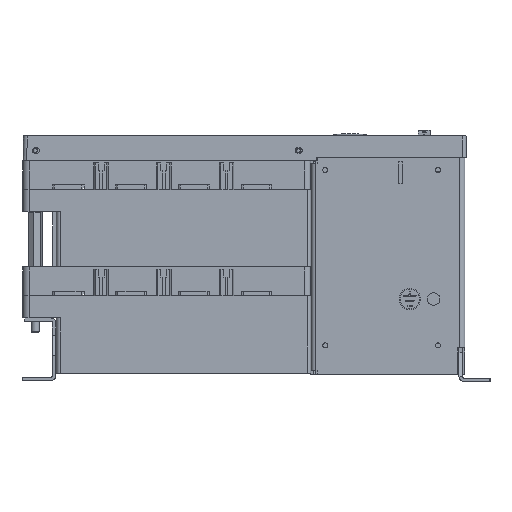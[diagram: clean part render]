
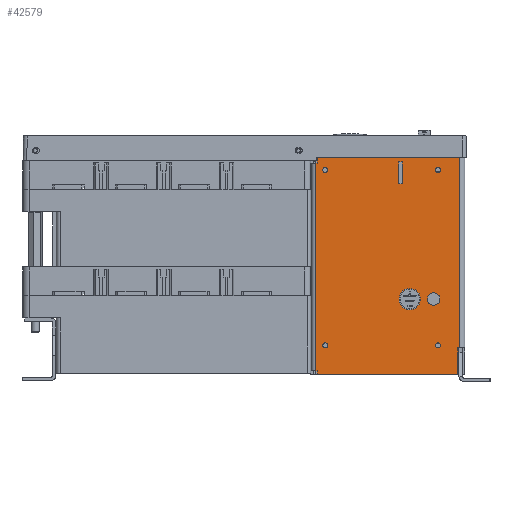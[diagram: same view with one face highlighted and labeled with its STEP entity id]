
A CAD part, front view. The second image highlights one B-rep face of the part: STEP entity #42579.
In plain terms, the highlighted face is planar.
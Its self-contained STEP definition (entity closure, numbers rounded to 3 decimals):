
#1539=CIRCLE('',#45527,8.5);
#1540=CIRCLE('',#45528,2.);
#1541=CIRCLE('',#45529,2.);
#1542=CIRCLE('',#45530,2.);
#1543=CIRCLE('',#45531,2.);
#1544=CIRCLE('',#45532,5.);
#11705=ORIENTED_EDGE('',*,*,#17762,.T.);
#11706=ORIENTED_EDGE('',*,*,#17763,.F.);
#11707=ORIENTED_EDGE('',*,*,#17764,.F.);
#11708=ORIENTED_EDGE('',*,*,#17765,.F.);
#11709=ORIENTED_EDGE('',*,*,#17766,.F.);
#11710=ORIENTED_EDGE('',*,*,#17767,.F.);
#11711=ORIENTED_EDGE('',*,*,#17768,.T.);
#11712=ORIENTED_EDGE('',*,*,#17769,.T.);
#11713=ORIENTED_EDGE('',*,*,#17770,.T.);
#11714=ORIENTED_EDGE('',*,*,#17771,.T.);
#11715=ORIENTED_EDGE('',*,*,#17772,.T.);
#11716=ORIENTED_EDGE('',*,*,#17773,.T.);
#11717=ORIENTED_EDGE('',*,*,#17774,.F.);
#11718=ORIENTED_EDGE('',*,*,#17775,.F.);
#11719=ORIENTED_EDGE('',*,*,#17776,.T.);
#11720=ORIENTED_EDGE('',*,*,#17777,.F.);
#11721=ORIENTED_EDGE('',*,*,#17778,.T.);
#11722=ORIENTED_EDGE('',*,*,#17779,.T.);
#11723=ORIENTED_EDGE('',*,*,#17780,.T.);
#11724=ORIENTED_EDGE('',*,*,#17781,.T.);
#17762=EDGE_CURVE('',#21675,#21675,#1539,.T.);
#17763=EDGE_CURVE('',#21676,#21676,#1540,.T.);
#17764=EDGE_CURVE('',#21677,#21677,#1541,.T.);
#17765=EDGE_CURVE('',#21678,#21678,#1542,.T.);
#17766=EDGE_CURVE('',#21679,#21679,#1543,.T.);
#17767=EDGE_CURVE('',#21680,#21680,#1544,.T.);
#17768=EDGE_CURVE('',#21681,#21682,#26197,.T.);
#17769=EDGE_CURVE('',#21682,#21683,#26198,.T.);
#17770=EDGE_CURVE('',#21683,#21684,#26199,.T.);
#17771=EDGE_CURVE('',#21684,#21681,#26200,.T.);
#17772=EDGE_CURVE('',#21685,#21686,#26201,.T.);
#17773=EDGE_CURVE('',#21686,#21687,#26202,.T.);
#17774=EDGE_CURVE('',#21688,#21687,#26203,.T.);
#17775=EDGE_CURVE('',#21689,#21688,#26204,.T.);
#17776=EDGE_CURVE('',#21689,#21690,#26205,.T.);
#17777=EDGE_CURVE('',#21691,#21690,#26206,.T.);
#17778=EDGE_CURVE('',#21691,#21692,#26207,.T.);
#17779=EDGE_CURVE('',#21692,#21693,#26208,.T.);
#17780=EDGE_CURVE('',#21693,#21694,#26209,.T.);
#17781=EDGE_CURVE('',#21694,#21685,#26210,.T.);
#21675=VERTEX_POINT('',#67659);
#21676=VERTEX_POINT('',#67661);
#21677=VERTEX_POINT('',#67663);
#21678=VERTEX_POINT('',#67665);
#21679=VERTEX_POINT('',#67667);
#21680=VERTEX_POINT('',#67669);
#21681=VERTEX_POINT('',#67671);
#21682=VERTEX_POINT('',#67672);
#21683=VERTEX_POINT('',#67674);
#21684=VERTEX_POINT('',#67676);
#21685=VERTEX_POINT('',#67679);
#21686=VERTEX_POINT('',#67680);
#21687=VERTEX_POINT('',#67682);
#21688=VERTEX_POINT('',#67684);
#21689=VERTEX_POINT('',#67686);
#21690=VERTEX_POINT('',#67688);
#21691=VERTEX_POINT('',#67690);
#21692=VERTEX_POINT('',#67692);
#21693=VERTEX_POINT('',#67694);
#21694=VERTEX_POINT('',#67696);
#26197=LINE('',#67670,#30707);
#26198=LINE('',#67673,#30708);
#26199=LINE('',#67675,#30709);
#26200=LINE('',#67677,#30710);
#26201=LINE('',#67678,#30711);
#26202=LINE('',#67681,#30712);
#26203=LINE('',#67683,#30713);
#26204=LINE('',#67685,#30714);
#26205=LINE('',#67687,#30715);
#26206=LINE('',#67689,#30716);
#26207=LINE('',#67691,#30717);
#26208=LINE('',#67693,#30718);
#26209=LINE('',#67695,#30719);
#26210=LINE('',#67697,#30720);
#30707=VECTOR('',#55407,1000.);
#30708=VECTOR('',#55408,1000.);
#30709=VECTOR('',#55409,1000.);
#30710=VECTOR('',#55410,1000.);
#30711=VECTOR('',#55411,1000.);
#30712=VECTOR('',#55412,1000.);
#30713=VECTOR('',#55413,1000.);
#30714=VECTOR('',#55414,1000.);
#30715=VECTOR('',#55415,1000.);
#30716=VECTOR('',#55416,1000.);
#30717=VECTOR('',#55417,1000.);
#30718=VECTOR('',#55418,1000.);
#30719=VECTOR('',#55419,1000.);
#30720=VECTOR('',#55420,1000.);
#33402=EDGE_LOOP('',(#11705));
#33403=EDGE_LOOP('',(#11706));
#33404=EDGE_LOOP('',(#11707));
#33405=EDGE_LOOP('',(#11708));
#33406=EDGE_LOOP('',(#11709));
#33407=EDGE_LOOP('',(#11710));
#33408=EDGE_LOOP('',(#11711,#11712,#11713,#11714));
#33409=EDGE_LOOP('',(#11715,#11716,#11717,#11718,#11719,#11720,#11721,#11722,
#11723,#11724));
#36068=FACE_BOUND('',#33402,.T.);
#36069=FACE_BOUND('',#33403,.T.);
#36070=FACE_BOUND('',#33404,.T.);
#36071=FACE_BOUND('',#33405,.T.);
#36072=FACE_BOUND('',#33406,.T.);
#36073=FACE_BOUND('',#33407,.T.);
#36074=FACE_BOUND('',#33408,.T.);
#36075=FACE_BOUND('',#33409,.T.);
#37810=PLANE('',#45526);
#42579=ADVANCED_FACE('',(#36068,#36069,#36070,#36071,#36072,#36073,#36074,
#36075),#37810,.F.);
#45526=AXIS2_PLACEMENT_3D('',#67657,#55393,#55394);
#45527=AXIS2_PLACEMENT_3D('',#67658,#55395,#55396);
#45528=AXIS2_PLACEMENT_3D('',#67660,#55397,#55398);
#45529=AXIS2_PLACEMENT_3D('',#67662,#55399,#55400);
#45530=AXIS2_PLACEMENT_3D('',#67664,#55401,#55402);
#45531=AXIS2_PLACEMENT_3D('',#67666,#55403,#55404);
#45532=AXIS2_PLACEMENT_3D('',#67668,#55405,#55406);
#55393=DIRECTION('',(0.,0.,-1.));
#55394=DIRECTION('',(-1.,0.,0.));
#55395=DIRECTION('',(0.,0.,-1.));
#55396=DIRECTION('',(0.,1.,0.));
#55397=DIRECTION('',(0.,0.,1.));
#55398=DIRECTION('',(1.,0.,0.));
#55399=DIRECTION('',(0.,0.,1.));
#55400=DIRECTION('',(1.,0.,0.));
#55401=DIRECTION('',(0.,0.,1.));
#55402=DIRECTION('',(1.,0.,0.));
#55403=DIRECTION('',(0.,0.,1.));
#55404=DIRECTION('',(1.,0.,0.));
#55405=DIRECTION('',(0.,0.,1.));
#55406=DIRECTION('',(1.,0.,0.));
#55407=DIRECTION('',(0.,1.,0.));
#55408=DIRECTION('',(1.,0.,0.));
#55409=DIRECTION('',(0.,-1.,0.));
#55410=DIRECTION('',(-1.,0.,0.));
#55411=DIRECTION('',(0.,1.,0.));
#55412=DIRECTION('',(1.,0.,0.));
#55413=DIRECTION('',(0.,-1.,0.));
#55414=DIRECTION('',(1.,0.,0.));
#55415=DIRECTION('',(0.,1.,0.));
#55416=DIRECTION('',(1.,0.,0.));
#55417=DIRECTION('',(0.,-1.,0.));
#55418=DIRECTION('',(-1.,0.,0.));
#55419=DIRECTION('',(0.,-1.,0.));
#55420=DIRECTION('',(1.,0.,0.));
#67657=CARTESIAN_POINT('',(61.5,86.5,56.));
#67658=CARTESIAN_POINT('',(-17.5,26.5,56.));
#67659=CARTESIAN_POINT('',(-17.5,35.,56.));
#67660=CARTESIAN_POINT('',(-40.,63.5,56.));
#67661=CARTESIAN_POINT('',(-38.,63.5,56.));
#67662=CARTESIAN_POINT('',(50.,63.5,56.));
#67663=CARTESIAN_POINT('',(52.,63.5,56.));
#67664=CARTESIAN_POINT('',(50.,-76.5,56.));
#67665=CARTESIAN_POINT('',(52.,-76.5,56.));
#67666=CARTESIAN_POINT('',(-40.,-76.5,56.));
#67667=CARTESIAN_POINT('',(-38.,-76.5,56.));
#67668=CARTESIAN_POINT('',(-36.5,26.5,56.));
#67669=CARTESIAN_POINT('',(-31.5,26.5,56.));
#67670=CARTESIAN_POINT('',(-11.5,-83.,56.));
#67671=CARTESIAN_POINT('',(-11.5,-83.,56.));
#67672=CARTESIAN_POINT('',(-11.5,-65.5,56.));
#67673=CARTESIAN_POINT('',(-11.5,-65.5,56.));
#67674=CARTESIAN_POINT('',(-8.5,-65.5,56.));
#67675=CARTESIAN_POINT('',(-8.5,-65.5,56.));
#67676=CARTESIAN_POINT('',(-8.5,-83.,56.));
#67677=CARTESIAN_POINT('',(-8.5,-83.,56.));
#67678=CARTESIAN_POINT('',(56.5,-86.5,56.));
#67679=CARTESIAN_POINT('',(56.5,-86.5,56.));
#67680=CARTESIAN_POINT('',(56.5,-82.,56.));
#67681=CARTESIAN_POINT('',(56.5,-82.,56.));
#67682=CARTESIAN_POINT('',(57.538,-82.,56.));
#67683=CARTESIAN_POINT('',(57.538,86.5,56.));
#67684=CARTESIAN_POINT('',(57.538,83.5,56.));
#67685=CARTESIAN_POINT('',(56.5,83.5,56.));
#67686=CARTESIAN_POINT('',(56.5,83.5,56.));
#67687=CARTESIAN_POINT('',(56.5,83.5,56.));
#67688=CARTESIAN_POINT('',(56.5,86.5,56.));
#67689=CARTESIAN_POINT('',(61.5,86.5,56.));
#67690=CARTESIAN_POINT('',(-55.8,86.5,56.));
#67691=CARTESIAN_POINT('',(-55.8,86.5,56.));
#67692=CARTESIAN_POINT('',(-55.8,65.5,56.));
#67693=CARTESIAN_POINT('',(61.5,65.5,56.));
#67694=CARTESIAN_POINT('',(-57.538,65.5,56.));
#67695=CARTESIAN_POINT('',(-57.538,86.5,56.));
#67696=CARTESIAN_POINT('',(-57.538,-86.5,56.));
#67697=CARTESIAN_POINT('',(61.5,-86.5,56.));
